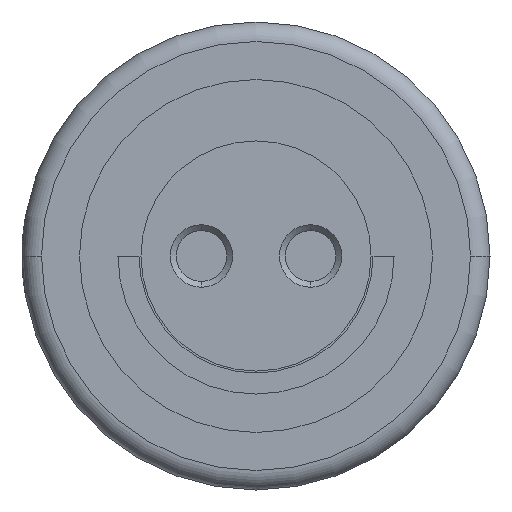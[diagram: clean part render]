
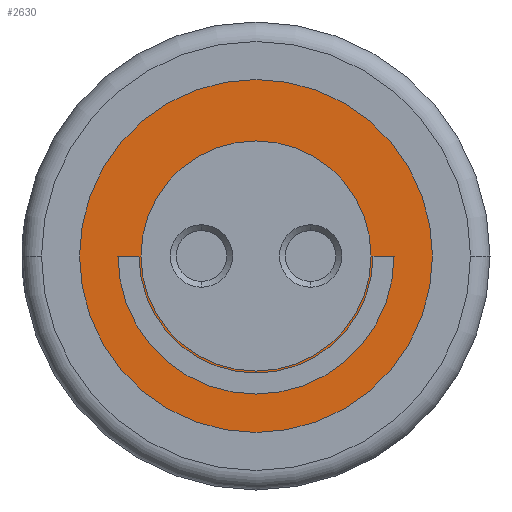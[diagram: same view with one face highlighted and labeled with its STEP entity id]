
A CAD part, left-side view. The second image highlights one B-rep face of the part: STEP entity #2630.
In plain terms, the highlighted planar face has unit normal (-1, 0, 0).
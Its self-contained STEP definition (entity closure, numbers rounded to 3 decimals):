
#899=CARTESIAN_POINT('',(0.,0.,0.));
#900=DIRECTION('',(-1.,0.,0.));
#901=DIRECTION('',(0.,1.,0.));
#902=AXIS2_PLACEMENT_3D('',#899,#900,#901);
#907=CARTESIAN_POINT('',(0.,0.,0.));
#908=DIRECTION('',(1.,0.,0.));
#909=DIRECTION('',(0.,1.,0.));
#910=AXIS2_PLACEMENT_3D('',#907,#908,#909);
#915=DIRECTION('',(0.,1.,0.));
#916=VECTOR('',#915,0.54);
#917=CARTESIAN_POINT('',(0.,-3.54,0.));
#918=LINE('',#917,#916);
#922=CARTESIAN_POINT('',(0.,0.,0.));
#923=DIRECTION('',(-1.,0.,0.));
#924=DIRECTION('',(0.,1.,0.));
#925=AXIS2_PLACEMENT_3D('',#922,#923,#924);
#930=DIRECTION('',(0.,1.,0.));
#931=VECTOR('',#930,0.54);
#932=CARTESIAN_POINT('',(0.,3.,0.));
#933=LINE('',#932,#931);
#937=CARTESIAN_POINT('',(0.,0.,0.));
#938=DIRECTION('',(-1.,0.,0.));
#939=DIRECTION('',(0.,1.,0.));
#940=AXIS2_PLACEMENT_3D('',#937,#938,#939);
#945=CARTESIAN_POINT('',(0.,0.,0.));
#946=DIRECTION('',(1.,0.,0.));
#947=DIRECTION('',(0.,0.,-1.));
#948=AXIS2_PLACEMENT_3D('',#945,#946,#947);
#953=CARTESIAN_POINT('',(0.,0.,0.));
#954=DIRECTION('',(1.,0.,0.));
#955=DIRECTION('',(0.,0.,1.));
#956=AXIS2_PLACEMENT_3D('',#953,#954,#955);
#1581=CARTESIAN_POINT('',(0.,0.,-2.95));
#1582=VERTEX_POINT('',#1581);
#1583=CARTESIAN_POINT('',(0.,0.,2.95));
#1584=VERTEX_POINT('',#1583);
#1678=CARTESIAN_POINT('',(0.,4.525,0.));
#1680=VERTEX_POINT('',#1678);
#1686=CARTESIAN_POINT('',(0.,-4.525,0.));
#1688=VERTEX_POINT('',#1686);
#1781=CARTESIAN_POINT('',(0.,-3.54,0.));
#1782=VERTEX_POINT('',#1781);
#1783=CARTESIAN_POINT('',(0.,-3.,0.));
#1784=VERTEX_POINT('',#1783);
#1785=CARTESIAN_POINT('',(0.,3.,0.));
#1786=VERTEX_POINT('',#1785);
#1787=CARTESIAN_POINT('',(0.,3.54,0.));
#1788=VERTEX_POINT('',#1787);
#2605=CARTESIAN_POINT('',(0.,0.,0.));
#2606=DIRECTION('',(1.,0.,0.));
#2607=DIRECTION('',(0.,0.,-1.));
#2608=AXIS2_PLACEMENT_3D('',#2605,#2606,#2607);
#2609=PLANE('',#2608);
#2610=ORIENTED_EDGE('',*,*,#2598,.F.);
#2611=ORIENTED_EDGE('',*,*,#2587,.T.);
#2612=EDGE_LOOP('',(#2610,#2611));
#2613=FACE_OUTER_BOUND('',#2612,.F.);
#2615=ORIENTED_EDGE('',*,*,#2614,.T.);
#2617=ORIENTED_EDGE('',*,*,#2616,.F.);
#2619=ORIENTED_EDGE('',*,*,#2618,.T.);
#2621=ORIENTED_EDGE('',*,*,#2620,.T.);
#2622=EDGE_LOOP('',(#2615,#2617,#2619,#2621));
#2623=FACE_BOUND('',#2622,.F.);
#2625=ORIENTED_EDGE('',*,*,#2624,.F.);
#2627=ORIENTED_EDGE('',*,*,#2626,.F.);
#2628=EDGE_LOOP('',(#2625,#2627));
#2629=FACE_BOUND('',#2628,.F.);
#903=CIRCLE('',#902,4.525);
#911=CIRCLE('',#910,4.525);
#926=CIRCLE('',#925,3.);
#941=CIRCLE('',#940,3.54);
#949=CIRCLE('',#948,2.95);
#957=CIRCLE('',#956,2.95);
#2587=EDGE_CURVE('',#1680,#1688,#911,.T.);
#2598=EDGE_CURVE('',#1680,#1688,#903,.T.);
#2614=EDGE_CURVE('',#1782,#1784,#918,.T.);
#2616=EDGE_CURVE('',#1786,#1784,#926,.T.);
#2618=EDGE_CURVE('',#1786,#1788,#933,.T.);
#2620=EDGE_CURVE('',#1788,#1782,#941,.T.);
#2624=EDGE_CURVE('',#1582,#1584,#949,.T.);
#2626=EDGE_CURVE('',#1584,#1582,#957,.T.);
#2630=ADVANCED_FACE('',(#2613,#2623,#2629),#2609,.F.);
